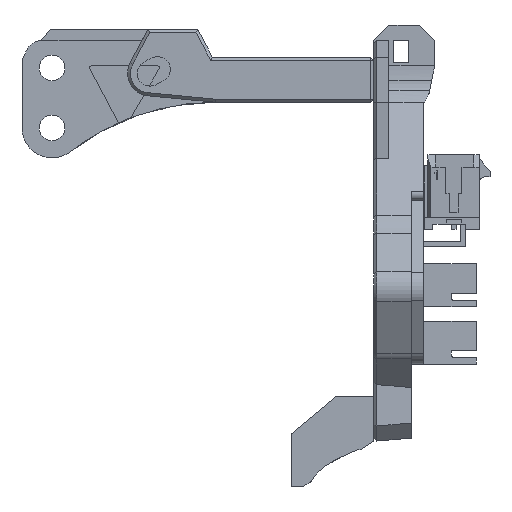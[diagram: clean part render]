
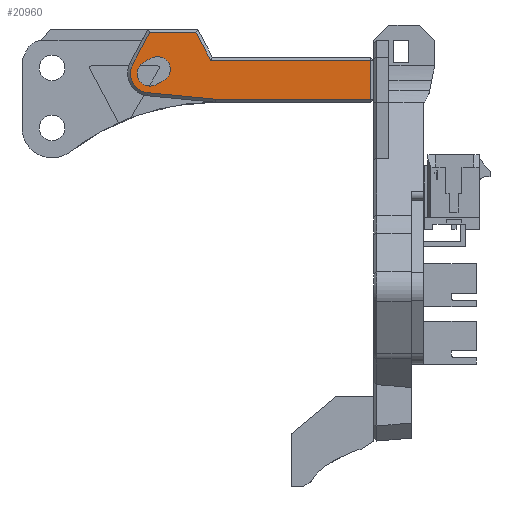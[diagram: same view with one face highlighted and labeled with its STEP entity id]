
A CAD part, front view. The second image highlights one B-rep face of the part: STEP entity #20960.
In plain terms, the highlighted planar face has unit normal (0, -1, 0).
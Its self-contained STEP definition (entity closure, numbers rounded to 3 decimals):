
#299=FACE_BOUND('',#2965,.T.);
#619=CIRCLE('',#22401,2.6);
#621=CIRCLE('',#22409,1.7);
#622=CIRCLE('',#22410,20.22);
#623=CIRCLE('',#22411,1.7);
#624=CIRCLE('',#22412,23.62);
#1712=FACE_OUTER_BOUND('',#2964,.T.);
#2964=EDGE_LOOP('',(#18372,#18373,#18374,#18375,#18376,#18377,#18378,#18379));
#2965=EDGE_LOOP('',(#18380,#18381,#18382,#18383));
#5494=LINE('',#33568,#8099);
#5496=LINE('',#33572,#8101);
#5505=LINE('',#33591,#8110);
#5514=LINE('',#33609,#8119);
#5516=LINE('',#33612,#8121);
#5519=LINE('',#33618,#8124);
#5524=LINE('',#33630,#8129);
#8099=VECTOR('',#27535,10.);
#8101=VECTOR('',#27539,10.);
#8110=VECTOR('',#27554,10.);
#8119=VECTOR('',#27569,10.);
#8121=VECTOR('',#27573,10.);
#8124=VECTOR('',#27578,10.);
#8129=VECTOR('',#27593,10.);
#9955=VERTEX_POINT('',#33565);
#9956=VERTEX_POINT('',#33567);
#9957=VERTEX_POINT('',#33571);
#9960=VERTEX_POINT('',#33578);
#9964=VERTEX_POINT('',#33590);
#9967=VERTEX_POINT('',#33597);
#9972=VERTEX_POINT('',#33617);
#9974=VERTEX_POINT('',#33625);
#9981=VERTEX_POINT('',#33653);
#9982=VERTEX_POINT('',#33654);
#9983=VERTEX_POINT('',#33656);
#9984=VERTEX_POINT('',#33658);
#12752=EDGE_CURVE('',#9955,#9956,#5494,.T.);
#12754=EDGE_CURVE('',#9956,#9957,#5496,.T.);
#12763=EDGE_CURVE('',#9957,#9964,#5505,.T.);
#12772=EDGE_CURVE('',#9964,#9967,#5514,.T.);
#12774=EDGE_CURVE('',#9967,#9960,#5516,.T.);
#12777=EDGE_CURVE('',#9960,#9972,#5519,.T.);
#12782=EDGE_CURVE('',#9974,#9955,#619,.T.);
#12784=EDGE_CURVE('',#9972,#9974,#5524,.T.);
#12796=EDGE_CURVE('',#9981,#9982,#621,.T.);
#12797=EDGE_CURVE('',#9982,#9983,#622,.T.);
#12798=EDGE_CURVE('',#9983,#9984,#623,.T.);
#12799=EDGE_CURVE('',#9984,#9981,#624,.T.);
#18372=ORIENTED_EDGE('',*,*,#12752,.F.);
#18373=ORIENTED_EDGE('',*,*,#12782,.F.);
#18374=ORIENTED_EDGE('',*,*,#12784,.F.);
#18375=ORIENTED_EDGE('',*,*,#12777,.F.);
#18376=ORIENTED_EDGE('',*,*,#12774,.F.);
#18377=ORIENTED_EDGE('',*,*,#12772,.F.);
#18378=ORIENTED_EDGE('',*,*,#12763,.F.);
#18379=ORIENTED_EDGE('',*,*,#12754,.F.);
#18380=ORIENTED_EDGE('',*,*,#12796,.T.);
#18381=ORIENTED_EDGE('',*,*,#12797,.T.);
#18382=ORIENTED_EDGE('',*,*,#12798,.T.);
#18383=ORIENTED_EDGE('',*,*,#12799,.T.);
#19624=PLANE('',#22408);
#20960=ADVANCED_FACE('',(#1712,#299),#19624,.T.);
#22401=AXIS2_PLACEMENT_3D('',#33627,#27587,#27588);
#22408=AXIS2_PLACEMENT_3D('',#33652,#27613,#27614);
#22409=AXIS2_PLACEMENT_3D('',#33655,#27615,#27616);
#22410=AXIS2_PLACEMENT_3D('',#33657,#27617,#27618);
#22411=AXIS2_PLACEMENT_3D('',#33659,#27619,#27620);
#22412=AXIS2_PLACEMENT_3D('',#33660,#27621,#27622);
#27535=DIRECTION('',(0.473,0.,0.881));
#27539=DIRECTION('',(1.,0.,0.));
#27554=DIRECTION('',(0.468,0.,-0.884));
#27569=DIRECTION('',(1.,0.,0.));
#27573=DIRECTION('',(0.,0.,-1.));
#27578=DIRECTION('',(-1.,0.,0.));
#27587=DIRECTION('center_axis',(0.,1.,0.));
#27588=DIRECTION('ref_axis',(-0.477,0.,0.879));
#27593=DIRECTION('',(-0.995,0.,0.096));
#27613=DIRECTION('center_axis',(0.,-1.,0.));
#27614=DIRECTION('ref_axis',(1.,0.,0.));
#27615=DIRECTION('center_axis',(0.,1.,0.));
#27616=DIRECTION('ref_axis',(0.431,0.,-0.903));
#27617=DIRECTION('center_axis',(0.,-1.,0.));
#27618=DIRECTION('ref_axis',(-0.431,0.,0.903));
#27619=DIRECTION('center_axis',(0.,1.,0.));
#27620=DIRECTION('ref_axis',(-0.477,0.,0.879));
#27621=DIRECTION('center_axis',(0.,1.,0.));
#27622=DIRECTION('ref_axis',(-0.431,0.,0.903));
#33565=CARTESIAN_POINT('',(18.94,-13.2,119.794));
#33567=CARTESIAN_POINT('',(21.201,-13.2,124.));
#33568=CARTESIAN_POINT('',(21.837,-13.2,125.183));
#33571=CARTESIAN_POINT('',(27.363,-13.2,124.));
#33572=CARTESIAN_POINT('',(31.12,-13.2,124.));
#33578=CARTESIAN_POINT('',(50.64,-13.2,115.115));
#33590=CARTESIAN_POINT('',(29.314,-13.2,120.315));
#33591=CARTESIAN_POINT('',(29.997,-13.2,119.026));
#33597=CARTESIAN_POINT('',(50.64,-13.2,120.315));
#33609=CARTESIAN_POINT('',(42.838,-13.2,120.315));
#33612=CARTESIAN_POINT('',(50.64,-13.2,117.136));
#33617=CARTESIAN_POINT('',(29.922,-13.2,115.115));
#33618=CARTESIAN_POINT('',(32.269,-13.2,115.115));
#33625=CARTESIAN_POINT('',(20.981,-13.2,115.975));
#33627=CARTESIAN_POINT('Origin',(21.23,-13.2,118.564));
#33630=CARTESIAN_POINT('',(27.575,-13.2,115.341));
#33652=CARTESIAN_POINT('Origin',(34.635,-13.2,119.558));
#33653=CARTESIAN_POINT('',(21.521,-13.2,120.619));
#33654=CARTESIAN_POINT('',(22.985,-13.2,117.55));
#33655=CARTESIAN_POINT('Origin',(22.253,-13.2,119.085));
#33656=CARTESIAN_POINT('',(22.042,-13.2,117.07));
#33657=CARTESIAN_POINT('Origin',(31.69,-13.2,99.3));
#33658=CARTESIAN_POINT('',(20.419,-13.2,120.057));
#33659=CARTESIAN_POINT('Origin',(21.23,-13.2,118.564));
#33660=CARTESIAN_POINT('Origin',(31.69,-13.2,99.3));
